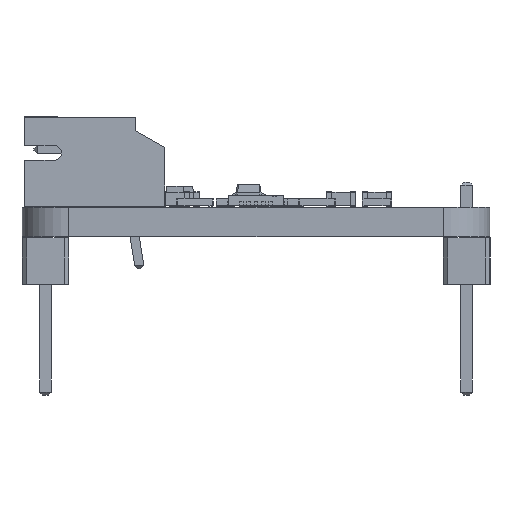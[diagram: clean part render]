
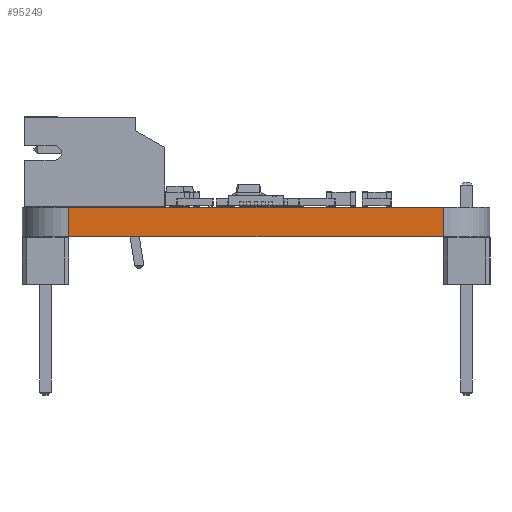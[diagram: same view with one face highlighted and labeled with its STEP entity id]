
A CAD part, left-side view. The second image highlights one B-rep face of the part: STEP entity #95249.
In plain terms, the highlighted planar face has unit normal (-1, 0, 0).
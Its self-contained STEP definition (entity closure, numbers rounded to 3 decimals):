
#93054 = PLANE('',#93055);
#93055 = AXIS2_PLACEMENT_3D('',#93056,#93057,#93058);
#93056 = CARTESIAN_POINT('',(133.141,-88.,1.6));
#93057 = DIRECTION('',(0.,0.,1.));
#93058 = DIRECTION('',(1.,0.,0.));
#93082 = CYLINDRICAL_SURFACE('',#93083,2.54);
#93083 = AXIS2_PLACEMENT_3D('',#93084,#93085,#93086);
#93084 = CARTESIAN_POINT('',(104.14,-77.84,0.));
#93085 = DIRECTION('',(0.,0.,-1.));
#93086 = DIRECTION('',(1.,0.,0.));
#93108 = PLANE('',#93109);
#93109 = AXIS2_PLACEMENT_3D('',#93110,#93111,#93112);
#93110 = CARTESIAN_POINT('',(133.141,-88.,0.));
#93111 = DIRECTION('',(0.,0.,1.));
#93112 = DIRECTION('',(1.,0.,0.));
#93203 = VERTEX_POINT('',#93204);
#93204 = CARTESIAN_POINT('',(101.6,-77.84,1.6));
#93226 = EDGE_CURVE('',#93227,#93203,#93229,.T.);
#93227 = VERTEX_POINT('',#93228);
#93228 = CARTESIAN_POINT('',(101.6,-77.84,0.));
#93229 = SURFACE_CURVE('',#93230,(#93234,#93241),.PCURVE_S1.);
#93230 = LINE('',#93231,#93232);
#93231 = CARTESIAN_POINT('',(101.6,-77.84,0.));
#93232 = VECTOR('',#93233,1.);
#93233 = DIRECTION('',(0.,0.,1.));
#93234 = PCURVE('',#93082,#93235);
#93235 = DEFINITIONAL_REPRESENTATION('',(#93236),#93240);
#93236 = LINE('',#93237,#93238);
#93237 = CARTESIAN_POINT('',(-3.142,0.));
#93238 = VECTOR('',#93239,1.);
#93239 = DIRECTION('',(0.,-1.));
#93240 = ( GEOMETRIC_REPRESENTATION_CONTEXT(2) 
PARAMETRIC_REPRESENTATION_CONTEXT() REPRESENTATION_CONTEXT('2D SPACE',''
  ) );
#93241 = PCURVE('',#93242,#93247);
#93242 = PLANE('',#93243);
#93243 = AXIS2_PLACEMENT_3D('',#93244,#93245,#93246);
#93244 = CARTESIAN_POINT('',(101.6,-77.84,0.));
#93245 = DIRECTION('',(1.,0.,0.));
#93246 = DIRECTION('',(0.,-1.,0.));
#93247 = DEFINITIONAL_REPRESENTATION('',(#93248),#93252);
#93248 = LINE('',#93249,#93250);
#93249 = CARTESIAN_POINT('',(0.,0.));
#93250 = VECTOR('',#93251,1.);
#93251 = DIRECTION('',(0.,-1.));
#93252 = ( GEOMETRIC_REPRESENTATION_CONTEXT(2) 
PARAMETRIC_REPRESENTATION_CONTEXT() REPRESENTATION_CONTEXT('2D SPACE',''
  ) );
#93281 = EDGE_CURVE('',#93227,#93282,#93284,.T.);
#93282 = VERTEX_POINT('',#93283);
#93283 = CARTESIAN_POINT('',(101.6,-98.16,0.));
#93284 = SURFACE_CURVE('',#93285,(#93289,#93296),.PCURVE_S1.);
#93285 = LINE('',#93286,#93287);
#93286 = CARTESIAN_POINT('',(101.6,-77.84,0.));
#93287 = VECTOR('',#93288,1.);
#93288 = DIRECTION('',(0.,-1.,0.));
#93289 = PCURVE('',#93108,#93290);
#93290 = DEFINITIONAL_REPRESENTATION('',(#93291),#93295);
#93291 = LINE('',#93292,#93293);
#93292 = CARTESIAN_POINT('',(-31.541,10.16));
#93293 = VECTOR('',#93294,1.);
#93294 = DIRECTION('',(0.,-1.));
#93295 = ( GEOMETRIC_REPRESENTATION_CONTEXT(2) 
PARAMETRIC_REPRESENTATION_CONTEXT() REPRESENTATION_CONTEXT('2D SPACE',''
  ) );
#93296 = PCURVE('',#93242,#93297);
#93297 = DEFINITIONAL_REPRESENTATION('',(#93298),#93302);
#93298 = LINE('',#93299,#93300);
#93299 = CARTESIAN_POINT('',(0.,0.));
#93300 = VECTOR('',#93301,1.);
#93301 = DIRECTION('',(1.,0.));
#93302 = ( GEOMETRIC_REPRESENTATION_CONTEXT(2) 
PARAMETRIC_REPRESENTATION_CONTEXT() REPRESENTATION_CONTEXT('2D SPACE',''
  ) );
#93321 = CYLINDRICAL_SURFACE('',#93322,2.54);
#93322 = AXIS2_PLACEMENT_3D('',#93323,#93324,#93325);
#93323 = CARTESIAN_POINT('',(104.14,-98.16,0.));
#93324 = DIRECTION('',(0.,0.,-1.));
#93325 = DIRECTION('',(1.,0.,0.));
#94337 = EDGE_CURVE('',#93203,#94338,#94340,.T.);
#94338 = VERTEX_POINT('',#94339);
#94339 = CARTESIAN_POINT('',(101.6,-98.16,1.6));
#94340 = SURFACE_CURVE('',#94341,(#94345,#94352),.PCURVE_S1.);
#94341 = LINE('',#94342,#94343);
#94342 = CARTESIAN_POINT('',(101.6,-77.84,1.6));
#94343 = VECTOR('',#94344,1.);
#94344 = DIRECTION('',(0.,-1.,0.));
#94345 = PCURVE('',#93054,#94346);
#94346 = DEFINITIONAL_REPRESENTATION('',(#94347),#94351);
#94347 = LINE('',#94348,#94349);
#94348 = CARTESIAN_POINT('',(-31.541,10.16));
#94349 = VECTOR('',#94350,1.);
#94350 = DIRECTION('',(0.,-1.));
#94351 = ( GEOMETRIC_REPRESENTATION_CONTEXT(2) 
PARAMETRIC_REPRESENTATION_CONTEXT() REPRESENTATION_CONTEXT('2D SPACE',''
  ) );
#94352 = PCURVE('',#93242,#94353);
#94353 = DEFINITIONAL_REPRESENTATION('',(#94354),#94358);
#94354 = LINE('',#94355,#94356);
#94355 = CARTESIAN_POINT('',(0.,-1.6));
#94356 = VECTOR('',#94357,1.);
#94357 = DIRECTION('',(1.,0.));
#94358 = ( GEOMETRIC_REPRESENTATION_CONTEXT(2) 
PARAMETRIC_REPRESENTATION_CONTEXT() REPRESENTATION_CONTEXT('2D SPACE',''
  ) );
#95249 = ADVANCED_FACE('',(#95250),#93242,.F.);
#95250 = FACE_BOUND('',#95251,.F.);
#95251 = EDGE_LOOP('',(#95252,#95253,#95254,#95275));
#95252 = ORIENTED_EDGE('',*,*,#93226,.T.);
#95253 = ORIENTED_EDGE('',*,*,#94337,.T.);
#95254 = ORIENTED_EDGE('',*,*,#95255,.F.);
#95255 = EDGE_CURVE('',#93282,#94338,#95256,.T.);
#95256 = SURFACE_CURVE('',#95257,(#95261,#95268),.PCURVE_S1.);
#95257 = LINE('',#95258,#95259);
#95258 = CARTESIAN_POINT('',(101.6,-98.16,0.));
#95259 = VECTOR('',#95260,1.);
#95260 = DIRECTION('',(0.,0.,1.));
#95261 = PCURVE('',#93242,#95262);
#95262 = DEFINITIONAL_REPRESENTATION('',(#95263),#95267);
#95263 = LINE('',#95264,#95265);
#95264 = CARTESIAN_POINT('',(20.32,0.));
#95265 = VECTOR('',#95266,1.);
#95266 = DIRECTION('',(0.,-1.));
#95267 = ( GEOMETRIC_REPRESENTATION_CONTEXT(2) 
PARAMETRIC_REPRESENTATION_CONTEXT() REPRESENTATION_CONTEXT('2D SPACE',''
  ) );
#95268 = PCURVE('',#93321,#95269);
#95269 = DEFINITIONAL_REPRESENTATION('',(#95270),#95274);
#95270 = LINE('',#95271,#95272);
#95271 = CARTESIAN_POINT('',(-3.142,0.));
#95272 = VECTOR('',#95273,1.);
#95273 = DIRECTION('',(0.,-1.));
#95274 = ( GEOMETRIC_REPRESENTATION_CONTEXT(2) 
PARAMETRIC_REPRESENTATION_CONTEXT() REPRESENTATION_CONTEXT('2D SPACE',''
  ) );
#95275 = ORIENTED_EDGE('',*,*,#93281,.F.);
